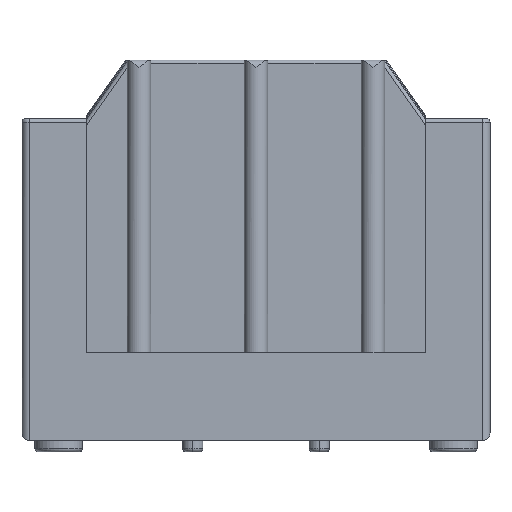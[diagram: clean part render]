
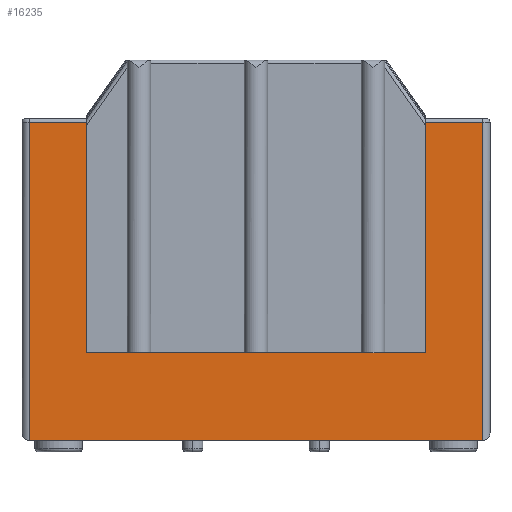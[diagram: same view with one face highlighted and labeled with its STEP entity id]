
A CAD part, left-side view. The second image highlights one B-rep face of the part: STEP entity #16235.
In plain terms, the highlighted planar face has unit normal (-1, 0, 0).
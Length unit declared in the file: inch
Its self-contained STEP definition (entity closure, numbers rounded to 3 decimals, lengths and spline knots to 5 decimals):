
#845 = LINE ( 'NONE', #20817, #16778 ) ;
#905 = CARTESIAN_POINT ( 'NONE',  ( -1., 0., -3.25 ) ) ;
#1976 = VERTEX_POINT ( 'NONE', #13907 ) ;
#2174 = VECTOR ( 'NONE', #27963, 39.37008 ) ;
#2666 = ORIENTED_EDGE ( 'NONE', *, *, #26217, .F. ) ;
#2989 = VECTOR ( 'NONE', #23172, 39.37008 ) ;
#3188 = DIRECTION ( 'NONE',  ( 0., 0., 1. ) ) ;
#4138 = LINE ( 'NONE', #10733, #11595 ) ;
#4175 = EDGE_CURVE ( 'NONE', #14071, #19291, #4138, .T. ) ;
#4701 = CARTESIAN_POINT ( 'NONE',  ( -1., 0., -0.5312 ) ) ;
#4730 = EDGE_CURVE ( 'NONE', #1976, #34467, #20931, .T. ) ;
#5959 = LINE ( 'NONE', #33992, #13383 ) ;
#6194 = LINE ( 'NONE', #31794, #23073 ) ;
#7059 = LINE ( 'NONE', #4701, #39772 ) ;
#8106 = LINE ( 'NONE', #21180, #24021 ) ;
#8579 = DIRECTION ( 'NONE',  ( 0., -1., 0. ) ) ;
#9241 = CARTESIAN_POINT ( 'NONE',  ( -1., -1.45, -0.5312 ) ) ;
#10527 = FACE_OUTER_BOUND ( 'NONE', #12072, .T. ) ;
#10733 = CARTESIAN_POINT ( 'NONE',  ( -1., 0., -0.5312 ) ) ;
#11047 = ORIENTED_EDGE ( 'NONE', *, *, #39416, .F. ) ;
#11435 = LINE ( 'NONE', #905, #2989 ) ;
#11595 = VECTOR ( 'NONE', #38888, 39.37008 ) ;
#11683 = LINE ( 'NONE', #28919, #36003 ) ;
#12072 = EDGE_LOOP ( 'NONE', ( #22477, #27509, #40801, #33962, #11047, #38885, #21006, #36847, #35816, #36024, #2666 ) ) ;
#12705 = DIRECTION ( 'NONE',  ( 0., 0., 1. ) ) ;
#13383 = VECTOR ( 'NONE', #8579, 39.37008 ) ;
#13907 = CARTESIAN_POINT ( 'NONE',  ( -1., 1.45, -2.5 ) ) ;
#14071 = VERTEX_POINT ( 'NONE', #28383 ) ;
#14424 = EDGE_CURVE ( 'NONE', #35430, #20564, #845, .T. ) ;
#15558 = EDGE_CURVE ( 'NONE', #22997, #23077, #8106, .T. ) ;
#16235 = ADVANCED_FACE ( 'NONE', ( #10527 ), #34701, .T. ) ;
#16778 = VECTOR ( 'NONE', #33333, 39.37008 ) ;
#17140 = CARTESIAN_POINT ( 'NONE',  ( -1., -1., -2.5 ) ) ;
#17265 = EDGE_CURVE ( 'NONE', #19822, #19291, #6194, .T. ) ;
#17848 = CARTESIAN_POINT ( 'NONE',  ( -1., -1.9375, -3.25 ) ) ;
#19291 = VERTEX_POINT ( 'NONE', #9241 ) ;
#19822 = VERTEX_POINT ( 'NONE', #35379 ) ;
#20564 = VERTEX_POINT ( 'NONE', #22825 ) ;
#20817 = CARTESIAN_POINT ( 'NONE',  ( -1., 1.9375, 0. ) ) ;
#20931 = LINE ( 'NONE', #26652, #36796 ) ;
#21006 = ORIENTED_EDGE ( 'NONE', *, *, #28673, .F. ) ;
#21180 = CARTESIAN_POINT ( 'NONE',  ( -1., 0., -2.5 ) ) ;
#21715 = CARTESIAN_POINT ( 'NONE',  ( -1., -1.9375, 0. ) ) ;
#21978 = CARTESIAN_POINT ( 'NONE',  ( -1., 0., -2.5 ) ) ;
#22230 = DIRECTION ( 'NONE',  ( -1., 0., 0. ) ) ;
#22477 = ORIENTED_EDGE ( 'NONE', *, *, #40587, .T. ) ;
#22720 = VECTOR ( 'NONE', #33444, 39.37008 ) ;
#22825 = CARTESIAN_POINT ( 'NONE',  ( -1., 1.9375, -3.25 ) ) ;
#22997 = VERTEX_POINT ( 'NONE', #37353 ) ;
#23073 = VECTOR ( 'NONE', #12705, 39.37008 ) ;
#23077 = VERTEX_POINT ( 'NONE', #21978 ) ;
#23172 = DIRECTION ( 'NONE',  ( 0., 1., 0. ) ) ;
#23307 = CARTESIAN_POINT ( 'NONE',  ( -1., 1.9375, -0.5312 ) ) ;
#23733 = LINE ( 'NONE', #30268, #22720 ) ;
#24021 = VECTOR ( 'NONE', #30537, 39.37008 ) ;
#25034 = AXIS2_PLACEMENT_3D ( 'NONE', #41190, #22230, #3188 ) ;
#25084 = VERTEX_POINT ( 'NONE', #17140 ) ;
#25792 = CARTESIAN_POINT ( 'NONE',  ( -1., 1.45, -0.5312 ) ) ;
#26217 = EDGE_CURVE ( 'NONE', #30581, #20564, #11435, .T. ) ;
#26396 = EDGE_CURVE ( 'NONE', #25084, #19822, #5959, .T. ) ;
#26652 = CARTESIAN_POINT ( 'NONE',  ( -1., 1.45, -2.5 ) ) ;
#26915 = DIRECTION ( 'NONE',  ( 0., 1., 0. ) ) ;
#27509 = ORIENTED_EDGE ( 'NONE', *, *, #4175, .T. ) ;
#27963 = DIRECTION ( 'NONE',  ( 0., 0., 1. ) ) ;
#28383 = CARTESIAN_POINT ( 'NONE',  ( -1., -1.9375, -0.5312 ) ) ;
#28569 = LINE ( 'NONE', #21715, #2174 ) ;
#28673 = EDGE_CURVE ( 'NONE', #1976, #22997, #23733, .T. ) ;
#28919 = CARTESIAN_POINT ( 'NONE',  ( -1., 0., -2.5 ) ) ;
#30268 = CARTESIAN_POINT ( 'NONE',  ( -1., 0., -2.5 ) ) ;
#30537 = DIRECTION ( 'NONE',  ( 0., -1., 0. ) ) ;
#30581 = VERTEX_POINT ( 'NONE', #17848 ) ;
#31794 = CARTESIAN_POINT ( 'NONE',  ( -1., -1.45, -2.5 ) ) ;
#32118 = DIRECTION ( 'NONE',  ( 0., -1., 0. ) ) ;
#33070 = DIRECTION ( 'NONE',  ( 0., 0., 1. ) ) ;
#33333 = DIRECTION ( 'NONE',  ( 0., 0., -1. ) ) ;
#33444 = DIRECTION ( 'NONE',  ( 0., -1., 0. ) ) ;
#33962 = ORIENTED_EDGE ( 'NONE', *, *, #26396, .F. ) ;
#33992 = CARTESIAN_POINT ( 'NONE',  ( -1., 0., -2.5 ) ) ;
#34107 = EDGE_CURVE ( 'NONE', #34467, #35430, #7059, .T. ) ;
#34467 = VERTEX_POINT ( 'NONE', #25792 ) ;
#34701 = PLANE ( 'NONE',  #25034 ) ;
#35379 = CARTESIAN_POINT ( 'NONE',  ( -1., -1.45, -2.5 ) ) ;
#35430 = VERTEX_POINT ( 'NONE', #23307 ) ;
#35816 = ORIENTED_EDGE ( 'NONE', *, *, #34107, .T. ) ;
#36003 = VECTOR ( 'NONE', #32118, 39.37008 ) ;
#36024 = ORIENTED_EDGE ( 'NONE', *, *, #14424, .T. ) ;
#36796 = VECTOR ( 'NONE', #33070, 39.37008 ) ;
#36847 = ORIENTED_EDGE ( 'NONE', *, *, #4730, .T. ) ;
#37353 = CARTESIAN_POINT ( 'NONE',  ( -1., 1., -2.5 ) ) ;
#38885 = ORIENTED_EDGE ( 'NONE', *, *, #15558, .F. ) ;
#38888 = DIRECTION ( 'NONE',  ( 0., 1., 0. ) ) ;
#39416 = EDGE_CURVE ( 'NONE', #23077, #25084, #11683, .T. ) ;
#39772 = VECTOR ( 'NONE', #26915, 39.37008 ) ;
#40587 = EDGE_CURVE ( 'NONE', #30581, #14071, #28569, .T. ) ;
#40801 = ORIENTED_EDGE ( 'NONE', *, *, #17265, .F. ) ;
#41190 = CARTESIAN_POINT ( 'NONE',  ( -1., 0., 0. ) ) ;
